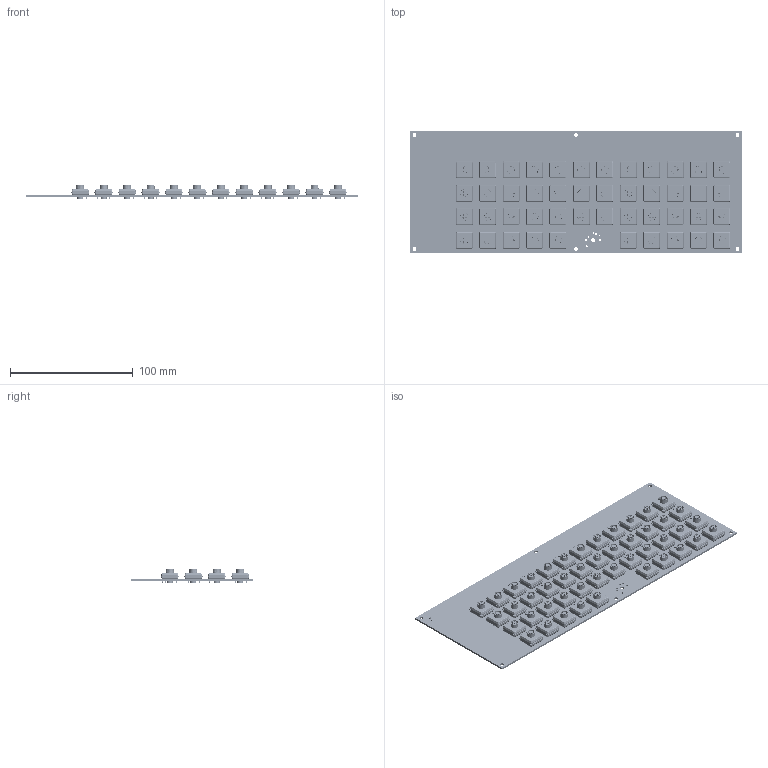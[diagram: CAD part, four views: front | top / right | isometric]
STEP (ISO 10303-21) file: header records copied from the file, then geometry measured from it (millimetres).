
FILE_DESCRIPTION(('KiCad electronic assembly'),'2;1');
FILE_NAME('keyboard.step','2021-11-03T21:35:05',('An Author'),( 'A Company'),'Open CASCADE STEP processor 6.9', 'KiCad to STEP converter','Unknown');
FILE_SCHEMA(('AUTOMOTIVE_DESIGN { 1 0 10303 214 1 1 1 1 }'));
Length unit declared in the file: millimetre
Products named in the file (7): Open CASCADE STEP translator 6.9 1; Kailh_PG1353; COMPOUND; AB2_SO28_W; R_0603_1608Metric; SOLID
Assembly tree (55 placements, depth 3):
  Open CASCADE STEP translator 6.9 1
    Kailh_PG1353  x46
      COMPOUND
    AB2_SO28_W  x4
    R_0603_1608Metric  x2
      SOLID
    COMPOUND
Bounding box: 270 x 100 x 11.9 mm (x, y, z)
Volume: 89300.1 mm3; surface area: 103143.8 mm2
Topology: 141 solids, 141 shells, 8950 faces, 22960 edges, 14844 vertices
Faces by surface type: plane 5746, cylinder 1594, cone 828, bspline 782
Full cylindrical faces by diameter (mm): 1.2 x94, 1.499 x94, 1.6 x47, 1.8 x94, 3.2 x53
Entity records: 47956 total; most frequent: CARTESIAN_POINT 13229, DIRECTION 6321, ORIENTED_EDGE 3394, PCURVE 3394, DEFINITIONAL_REPRESENTATION 3394, LINE 3295, VECTOR 3295, EDGE_CURVE 1697
